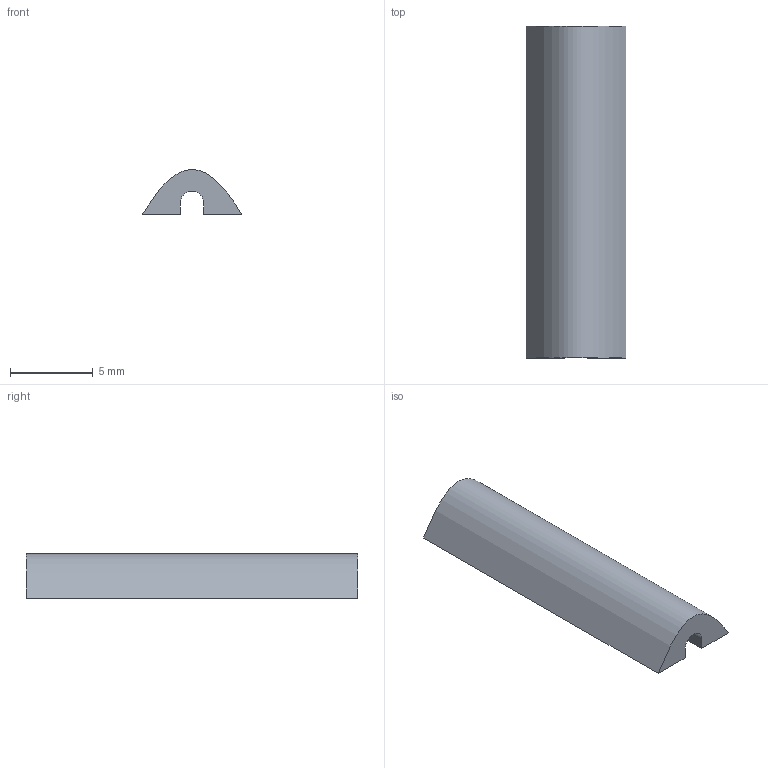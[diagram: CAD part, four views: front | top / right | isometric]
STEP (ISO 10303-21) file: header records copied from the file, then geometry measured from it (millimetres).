
FILE_DESCRIPTION(/* description */ (''),/* implementation_level */ '2;1');
FILE_NAME(/* name */ 'Cable Clamp.step',/* time_stamp */ '2024-03-14T21:00:15+01:00',/* author */ (''),/* organization */ (''),/* preprocessor_version */ 'ST-DEVELOPER v20',/* originating_system */ 'Autodesk Translation Framework v12.20.1.177',/* authorisation */ '');
FILE_SCHEMA (('AUTOMOTIVE_DESIGN { 1 0 10303 214 3 1 1 }'));
Length unit declared in the file: millimetre
Products named in the file (1): Cable Clamp
Bounding box: 6 x 20 x 2.7 mm (x, y, z)
Volume: 178.1 mm3; surface area: 349.7 mm2
Topology: 1 solids, 1 shells, 8 faces, 18 edges, 12 vertices
Faces by surface type: plane 6, cylinder 1, bspline 1
Entity records: 304 total; most frequent: CARTESIAN_POINT 96, ORIENTED_EDGE 36, DIRECTION 34, EDGE_CURVE 18, LINE 14, VECTOR 14, VERTEX_POINT 12, AXIS2_PLACEMENT_3D 10
